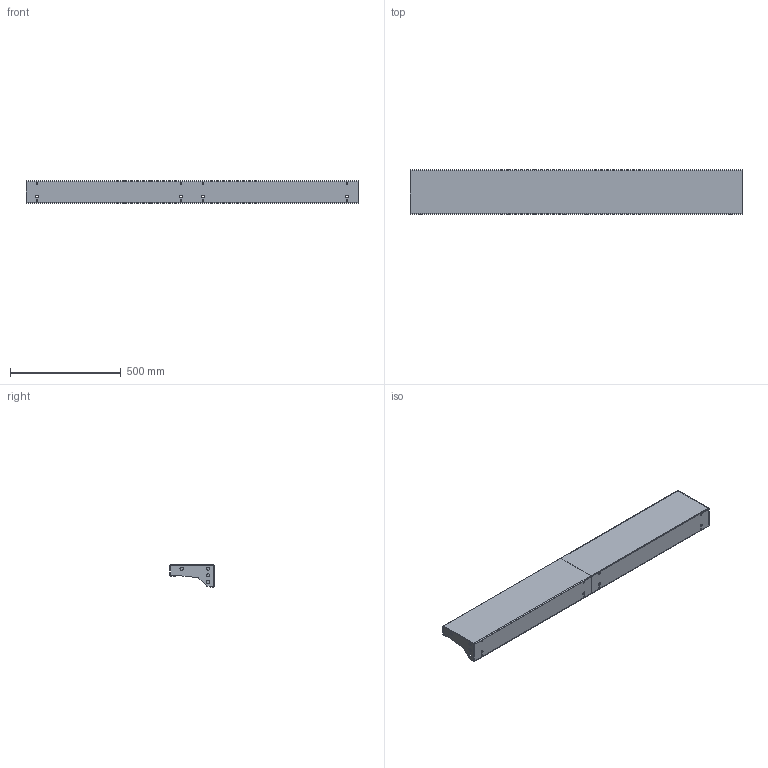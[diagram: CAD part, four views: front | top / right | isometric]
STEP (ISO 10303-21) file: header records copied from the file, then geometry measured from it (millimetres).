
FILE_DESCRIPTION (( 'STEP AP203' ), '1' );
FILE_NAME ('CRS2_200_1500.STEP', '2019-11-29T09:46:24', ( '' ), ( '' ), 'SwSTEP 2.0', 'SolidWorks 2019', '' );
FILE_SCHEMA (( 'CONFIG_CONTROL_DESIGN' ));
Length unit declared in the file: millimetre
Products named in the file (4): CRS2_200_1500_Wall; CR3_200 Con str. m; CRS2_200_1500; CR3_200 Con str.
Assembly tree (4 placements, depth 2):
  CRS2_200_1500
    CRS2_200_1500_Wall
    CR3_200 Con str.  x2
    CR3_200 Con str. m
Bounding box: 1500 x 200 x 100 mm (x, y, z)
Volume: 1232318.4 mm3; surface area: 1211977.1 mm2
Topology: 4 solids, 4 shells, 123 faces, 313 edges, 198 vertices
Faces by surface type: plane 69, cylinder 54
Entity records: 3476 total; most frequent: DIRECTION 552, CARTESIAN_POINT 513, ORIENTED_EDGE 500, EDGE_CURVE 250, AXIS2_PLACEMENT_3D 195, LINE 162, VECTOR 162, VERTEX_POINT 156
